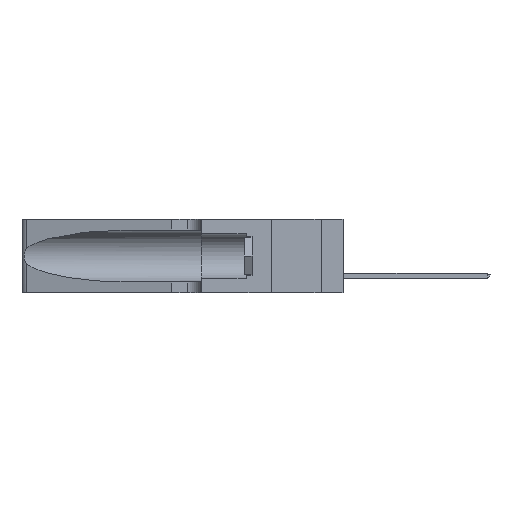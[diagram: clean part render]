
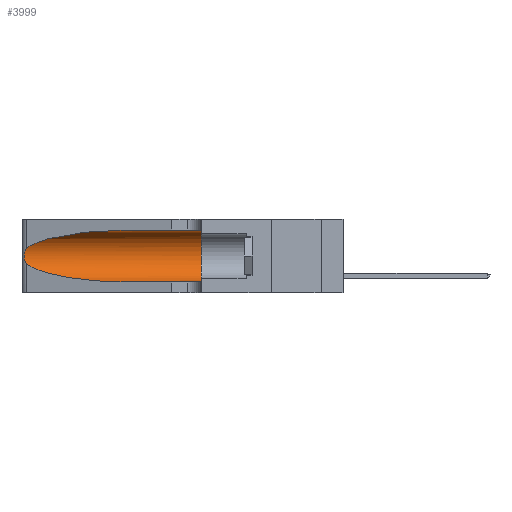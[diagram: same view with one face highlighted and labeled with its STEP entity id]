
A CAD part, left-side view. The second image highlights one B-rep face of the part: STEP entity #3999.
In plain terms, the highlighted cylindrical face has radius 3.308 mm (diameter 6.617 mm), a partial arc.
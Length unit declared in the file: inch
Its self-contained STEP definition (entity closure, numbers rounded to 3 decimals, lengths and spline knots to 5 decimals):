
#134 = ORIENTED_EDGE ( 'NONE', *, *, #22288, .T. ) ;
#461 = VERTEX_POINT ( 'NONE', #30467 ) ;
#693 = CARTESIAN_POINT ( 'NONE',  ( 0.25487, 1.22718, 0.14631 ) ) ;
#1057 = VECTOR ( 'NONE', #1836, 39.37008 ) ;
#1178 = DIRECTION ( 'NONE',  ( 0., 0., 1. ) ) ;
#1836 = DIRECTION ( 'NONE',  ( 0., -1., 0. ) ) ;
#2611 = ORIENTED_EDGE ( 'NONE', *, *, #30661, .T. ) ;
#2909 = LINE ( 'NONE', #5276, #27840 ) ;
#2999 = CARTESIAN_POINT ( 'NONE',  ( 0.25639, 1.23186, 0.15144 ) ) ;
#3099 = CARTESIAN_POINT ( 'NONE',  ( 0.26075, 1.23896, 0.178 ) ) ;
#3325 = CARTESIAN_POINT ( 'NONE',  ( 0.1305, 1.61858, 0.185 ) ) ;
#3999 = ADVANCED_FACE ( 'NONE', ( #8297 ), #28367, .F. ) ;
#5276 = CARTESIAN_POINT ( 'NONE',  ( 0.1305, 1.61858, 0.05475 ) ) ;
#5503 = CARTESIAN_POINT ( 'NONE',  ( 0.25555, 1.22993, 0.14849 ) ) ;
#6220 = CARTESIAN_POINT ( 'NONE',  ( 0.1305, 0.72297, 0.31525 ) ) ;
#6421 = CARTESIAN_POINT ( 'NONE',  ( 0.1305, 0.35, 0.185 ) ) ;
#7190 = CARTESIAN_POINT ( 'NONE',  ( 0.18966, 0.96281, 0.31525 ) ) ;
#7460 = AXIS2_PLACEMENT_3D ( 'NONE', #6421, #25492, #1178 ) ;
#7701 = CARTESIAN_POINT ( 'NONE',  ( 0.25789, 1.23486, 0.15765 ) ) ;
#8297 = FACE_OUTER_BOUND ( 'NONE', #27460, .T. ) ;
#8954 = LINE ( 'NONE', #31144, #1057 ) ;
#9399 = VERTEX_POINT ( 'NONE', #12266 ) ;
#9606 = CARTESIAN_POINT ( 'NONE',  ( 0.2373, 1.15595, 0.28018 ) ) ;
#9975 = ORIENTED_EDGE ( 'NONE', *, *, #12965, .F. ) ;
#10450 = CARTESIAN_POINT ( 'NONE',  ( 0.26018, 1.23835, 0.19895 ) ) ;
#11359 = AXIS2_PLACEMENT_3D ( 'NONE', #3325, #17461, #27314 ) ;
#11507 = VERTEX_POINT ( 'NONE', #28139 ) ;
#11779 = CARTESIAN_POINT ( 'NONE',  ( 0.25487, 1.22718, 0.22369 ) ) ;
#12266 = CARTESIAN_POINT ( 'NONE',  ( 0.1305, 0.35, 0.05475 ) ) ;
#12669 =( BOUNDED_CURVE ( )  B_SPLINE_CURVE ( 3, ( #29287, #24497, #26919, #19928 ),
 .UNSPECIFIED., .F., .F. ) 
 B_SPLINE_CURVE_WITH_KNOTS ( ( 4, 4 ),
 ( 3.44316, 4.71239 ),
 .UNSPECIFIED. ) 
 CURVE ( )  GEOMETRIC_REPRESENTATION_ITEM ( )  RATIONAL_B_SPLINE_CURVE ( ( 1., 0.87, 0.87, 1. ) ) 
 REPRESENTATION_ITEM ( '' )  );
#12965 = EDGE_CURVE ( 'NONE', #22622, #461, #8954, .T. ) ;
#12984 = CARTESIAN_POINT ( 'NONE',  ( 0.25555, 1.22994, 0.2215 ) ) ;
#14380 = CIRCLE ( 'NONE', #7460, 0.13025 ) ;
#15368 = CARTESIAN_POINT ( 'NONE',  ( 0.26017, 1.23833, 0.17102 ) ) ;
#17461 = DIRECTION ( 'NONE',  ( 0., -1., 0. ) ) ;
#18401 = VERTEX_POINT ( 'NONE', #24100 ) ;
#19110 = CARTESIAN_POINT ( 'NONE',  ( 0.1305, 0.72297, 0.31525 ) ) ;
#19295 = EDGE_CURVE ( 'NONE', #11507, #18401, #12669, .T. ) ;
#19903 = DIRECTION ( 'NONE',  ( 0., -1., 0. ) ) ;
#19928 = CARTESIAN_POINT ( 'NONE',  ( 0.1305, 0.72297, 0.05475 ) ) ;
#20374 = B_SPLINE_CURVE_WITH_KNOTS ( 'NONE', 3,
 ( #22477, #12984, #24680, #27119, #29685, #10450, #29791, #3099, #15368, #29903, #7701, #2999, #5503, #693 ),
 .UNSPECIFIED., .F., .F.,
 ( 4, 2, 2, 2, 2, 2, 4 ),
 ( 0., 0.00027, 0.00053, 0.00107, 0.0016, 0.00187, 0.00214 ),
 .UNSPECIFIED. ) ;
#22288 = EDGE_CURVE ( 'NONE', #22622, #24626, #24282, .T. ) ;
#22477 = CARTESIAN_POINT ( 'NONE',  ( 0.25487, 1.22718, 0.22369 ) ) ;
#22622 = VERTEX_POINT ( 'NONE', #6220 ) ;
#22675 = EDGE_CURVE ( 'NONE', #461, #9399, #14380, .T. ) ;
#23508 = ORIENTED_EDGE ( 'NONE', *, *, #22675, .F. ) ;
#24100 = CARTESIAN_POINT ( 'NONE',  ( 0.1305, 0.72297, 0.05475 ) ) ;
#24282 =( BOUNDED_CURVE ( )  B_SPLINE_CURVE ( 3, ( #19110, #7190, #9606, #28836 ),
 .UNSPECIFIED., .F., .F. ) 
 B_SPLINE_CURVE_WITH_KNOTS ( ( 4, 4 ),
 ( 1.5708, 2.84003 ),
 .UNSPECIFIED. ) 
 CURVE ( )  GEOMETRIC_REPRESENTATION_ITEM ( )  RATIONAL_B_SPLINE_CURVE ( ( 1., 0.87, 0.87, 1. ) ) 
 REPRESENTATION_ITEM ( '' )  );
#24497 = CARTESIAN_POINT ( 'NONE',  ( 0.2373, 1.15595, 0.08982 ) ) ;
#24626 = VERTEX_POINT ( 'NONE', #11779 ) ;
#24680 = CARTESIAN_POINT ( 'NONE',  ( 0.25639, 1.23184, 0.21858 ) ) ;
#24748 = ORIENTED_EDGE ( 'NONE', *, *, #27932, .T. ) ;
#24810 = ORIENTED_EDGE ( 'NONE', *, *, #19295, .T. ) ;
#25492 = DIRECTION ( 'NONE',  ( 0., 1., 0. ) ) ;
#26919 = CARTESIAN_POINT ( 'NONE',  ( 0.18966, 0.96281, 0.05475 ) ) ;
#27119 = CARTESIAN_POINT ( 'NONE',  ( 0.25787, 1.23484, 0.2124 ) ) ;
#27314 = DIRECTION ( 'NONE',  ( 0., 0., -1. ) ) ;
#27460 = EDGE_LOOP ( 'NONE', ( #134, #2611, #24810, #24748, #23508, #9975 ) ) ;
#27840 = VECTOR ( 'NONE', #19903, 39.37008 ) ;
#27932 = EDGE_CURVE ( 'NONE', #18401, #9399, #2909, .T. ) ;
#28139 = CARTESIAN_POINT ( 'NONE',  ( 0.25487, 1.22718, 0.14631 ) ) ;
#28367 = CYLINDRICAL_SURFACE ( 'NONE', #11359, 0.13025 ) ;
#28836 = CARTESIAN_POINT ( 'NONE',  ( 0.25487, 1.22718, 0.22369 ) ) ;
#29287 = CARTESIAN_POINT ( 'NONE',  ( 0.25487, 1.22718, 0.14631 ) ) ;
#29685 = CARTESIAN_POINT ( 'NONE',  ( 0.25854, 1.2359, 0.20912 ) ) ;
#29791 = CARTESIAN_POINT ( 'NONE',  ( 0.26075, 1.23896, 0.19203 ) ) ;
#29903 = CARTESIAN_POINT ( 'NONE',  ( 0.25856, 1.23593, 0.16098 ) ) ;
#30467 = CARTESIAN_POINT ( 'NONE',  ( 0.1305, 0.35, 0.31525 ) ) ;
#30661 = EDGE_CURVE ( 'NONE', #24626, #11507, #20374, .T. ) ;
#31144 = CARTESIAN_POINT ( 'NONE',  ( 0.1305, 1.61858, 0.31525 ) ) ;
